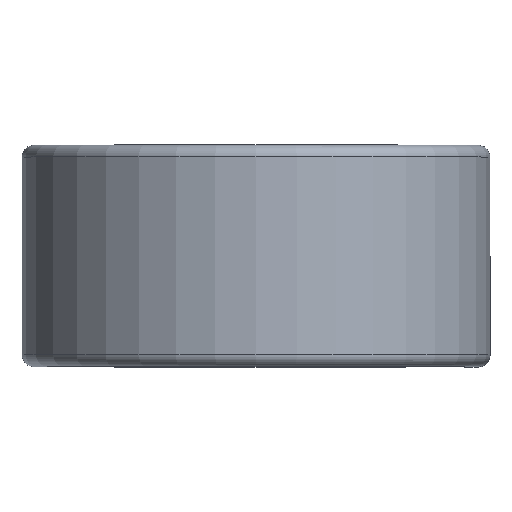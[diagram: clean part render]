
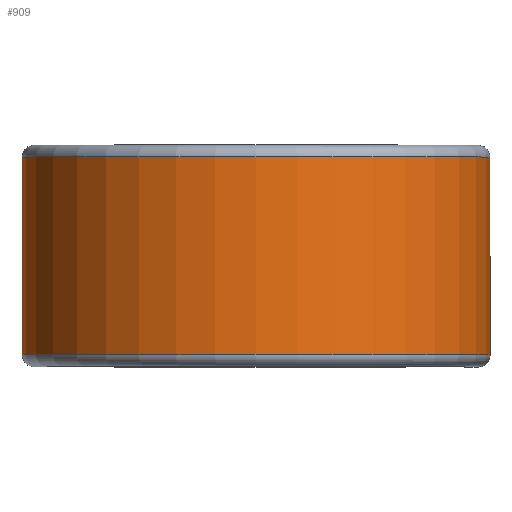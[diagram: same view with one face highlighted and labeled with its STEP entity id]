
A CAD part, top view. The second image highlights one B-rep face of the part: STEP entity #909.
In plain terms, the highlighted cylindrical face has radius 15.1 mm (diameter 30.201 mm), a partial arc.
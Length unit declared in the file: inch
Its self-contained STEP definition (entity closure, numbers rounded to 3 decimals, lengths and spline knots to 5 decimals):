
#6 = AXIS2_PLACEMENT_3D ( 'NONE', #53, #1455, #568 ) ;
#50 = EDGE_CURVE ( 'NONE', #620, #1191, #1693, .T. ) ;
#53 = CARTESIAN_POINT ( 'NONE',  ( 0., 0.25125, 0. ) ) ;
#134 = VERTEX_POINT ( 'NONE', #2052 ) ;
#333 = CIRCLE ( 'NONE', #6, 0.5945 ) ;
#359 = DIRECTION ( 'NONE',  ( 0., 1., 0. ) ) ;
#361 = VECTOR ( 'NONE', #359, 39.37008 ) ;
#374 = CARTESIAN_POINT ( 'NONE',  ( 0., 0.25, 0. ) ) ;
#548 = DIRECTION ( 'NONE',  ( 0., -1., 0. ) ) ;
#568 = DIRECTION ( 'NONE',  ( 0., 0., -1. ) ) ;
#620 = VERTEX_POINT ( 'NONE', #2343 ) ;
#629 = AXIS2_PLACEMENT_3D ( 'NONE', #374, #1110, #920 ) ;
#767 = CARTESIAN_POINT ( 'NONE',  ( 0.5945, 0.25125, 0. ) ) ;
#841 = ORIENTED_EDGE ( 'NONE', *, *, #50, .F. ) ;
#880 = CARTESIAN_POINT ( 'NONE',  ( 0., 0.25125, -0.5945 ) ) ;
#909 = ADVANCED_FACE ( 'NONE', ( #1251 ), #1587, .T. ) ;
#920 = DIRECTION ( 'NONE',  ( 0., 0., -1. ) ) ;
#921 = EDGE_CURVE ( 'NONE', #620, #134, #2215, .T. ) ;
#936 = EDGE_CURVE ( 'NONE', #134, #1070, #333, .T. ) ;
#1007 = ORIENTED_EDGE ( 'NONE', *, *, #1134, .F. ) ;
#1018 = DIRECTION ( 'NONE',  ( 0., 1., 0. ) ) ;
#1028 = ORIENTED_EDGE ( 'NONE', *, *, #921, .T. ) ;
#1056 = CARTESIAN_POINT ( 'NONE',  ( 0., 0.25125, -0.5945 ) ) ;
#1070 = VERTEX_POINT ( 'NONE', #880 ) ;
#1110 = DIRECTION ( 'NONE',  ( 0., -1., 0. ) ) ;
#1134 = EDGE_CURVE ( 'NONE', #1191, #1070, #1203, .T. ) ;
#1138 = VECTOR ( 'NONE', #1018, 39.37008 ) ;
#1191 = VERTEX_POINT ( 'NONE', #1824 ) ;
#1203 = LINE ( 'NONE', #1056, #1138 ) ;
#1251 = FACE_OUTER_BOUND ( 'NONE', #2300, .T. ) ;
#1272 = DIRECTION ( 'NONE',  ( 0., 0., -1. ) ) ;
#1455 = DIRECTION ( 'NONE',  ( 0., -1., 0. ) ) ;
#1496 = AXIS2_PLACEMENT_3D ( 'NONE', #1640, #548, #1272 ) ;
#1587 = CYLINDRICAL_SURFACE ( 'NONE', #629, 0.5945 ) ;
#1640 = CARTESIAN_POINT ( 'NONE',  ( 0., -0.25125, 0. ) ) ;
#1693 = CIRCLE ( 'NONE', #1496, 0.5945 ) ;
#1824 = CARTESIAN_POINT ( 'NONE',  ( 0., -0.25125, -0.5945 ) ) ;
#1907 = ORIENTED_EDGE ( 'NONE', *, *, #936, .T. ) ;
#2052 = CARTESIAN_POINT ( 'NONE',  ( 0.5945, 0.25125, 0. ) ) ;
#2215 = LINE ( 'NONE', #767, #361 ) ;
#2300 = EDGE_LOOP ( 'NONE', ( #1028, #1907, #1007, #841 ) ) ;
#2343 = CARTESIAN_POINT ( 'NONE',  ( 0.5945, -0.25125, 0. ) ) ;
